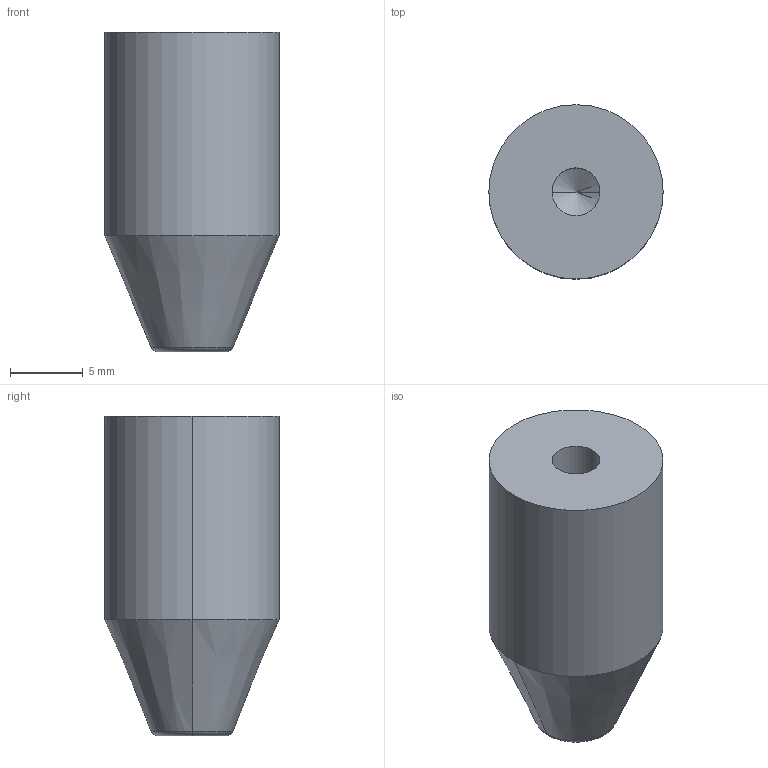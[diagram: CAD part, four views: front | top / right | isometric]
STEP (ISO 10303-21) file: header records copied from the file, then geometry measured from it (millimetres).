
FILE_DESCRIPTION (( 'STEP AP214' ), '1' );
FILE_NAME ('13781~1.STEP', '2017-07-04T13:51:29', ( '' ), ( '' ), 'SwSTEP 2.0', 'SolidWorks 2016', '' );
FILE_SCHEMA (( 'AUTOMOTIVE_DESIGN' ));
Length unit declared in the file: millimetre
Products named in the file (1): 13781~1
Bounding box: 12 x 12 x 22 mm (x, y, z)
Volume: 1978.9 mm3; surface area: 1019.1 mm2
Topology: 1 solids, 1 shells, 12 faces, 24 edges, 13 vertices
Faces by surface type: cone 4, cylinder 4, torus 2, plane 2
Entity records: 466 total; most frequent: DIRECTION 62, CARTESIAN_POINT 48, ORIENTED_EDGE 44, AXIS2_PLACEMENT_3D 27, EDGE_CURVE 22, UNCERTAINTY_MEASURE_WITH_UNIT 15, SURFACE_STYLE_FILL_AREA 14, MECHANICAL_DESIGN_GEOMETRIC_PRESENTATION_REPRESENTATION 14
